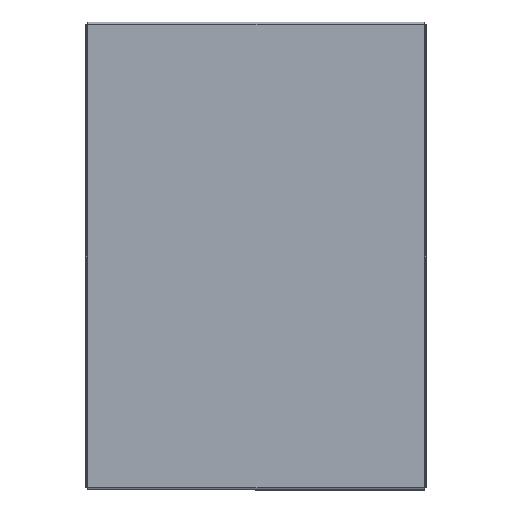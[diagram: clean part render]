
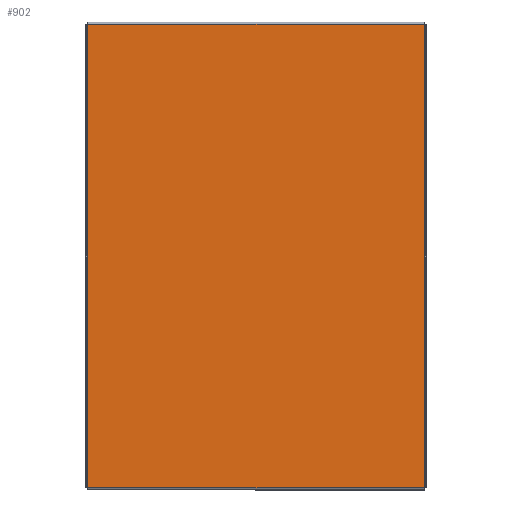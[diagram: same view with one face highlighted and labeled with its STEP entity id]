
A CAD part, front view. The second image highlights one B-rep face of the part: STEP entity #902.
In plain terms, the highlighted planar face has unit normal (0, -1, 0).
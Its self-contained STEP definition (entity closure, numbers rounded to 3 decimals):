
#65 = LINE ( 'NONE', #1211, #1785 ) ;
#161 = EDGE_CURVE ( 'NONE', #2126, #476, #2387, .T. ) ;
#164 = VERTEX_POINT ( 'NONE', #686 ) ;
#242 = DIRECTION ( 'NONE',  ( 0., 0., -1. ) ) ;
#336 = DIRECTION ( 'NONE',  ( 0., 0., 1. ) ) ;
#391 = CARTESIAN_POINT ( 'NONE',  ( -150.8, -1.2, 207.8 ) ) ;
#476 = VERTEX_POINT ( 'NONE', #2461 ) ;
#485 = CARTESIAN_POINT ( 'NONE',  ( 150.8, -1.2, -207.8 ) ) ;
#492 = CARTESIAN_POINT ( 'NONE',  ( 153., -1.2, -207.8 ) ) ;
#569 = AXIS2_PLACEMENT_3D ( 'NONE', #2598, #742, #336 ) ;
#589 = DIRECTION ( 'NONE',  ( 0., 0., 1. ) ) ;
#602 = EDGE_LOOP ( 'NONE', ( #733, #2288, #908, #995 ) ) ;
#686 = CARTESIAN_POINT ( 'NONE',  ( 150.8, -1.2, 207.8 ) ) ;
#732 = VECTOR ( 'NONE', #2358, 1000. ) ;
#733 = ORIENTED_EDGE ( 'NONE', *, *, #2140, .F. ) ;
#742 = DIRECTION ( 'NONE',  ( 0., 1., 0. ) ) ;
#886 = VECTOR ( 'NONE', #242, 1000. ) ;
#902 = ADVANCED_FACE ( 'NONE', ( #933 ), #1395, .F. ) ;
#908 = ORIENTED_EDGE ( 'NONE', *, *, #1637, .F. ) ;
#933 = FACE_OUTER_BOUND ( 'NONE', #602, .T. ) ;
#995 = ORIENTED_EDGE ( 'NONE', *, *, #161, .F. ) ;
#1211 = CARTESIAN_POINT ( 'NONE',  ( -150.8, -1.2, -207.8 ) ) ;
#1395 = PLANE ( 'NONE',  #569 ) ;
#1479 = LINE ( 'NONE', #2067, #2247 ) ;
#1487 = DIRECTION ( 'NONE',  ( 1., 0., 0. ) ) ;
#1637 = EDGE_CURVE ( 'NONE', #476, #2446, #65, .T. ) ;
#1751 = EDGE_CURVE ( 'NONE', #2446, #164, #1479, .T. ) ;
#1785 = VECTOR ( 'NONE', #589, 1000. ) ;
#1844 = LINE ( 'NONE', #2318, #886 ) ;
#2067 = CARTESIAN_POINT ( 'NONE',  ( 153., -1.2, 207.8 ) ) ;
#2126 = VERTEX_POINT ( 'NONE', #485 ) ;
#2140 = EDGE_CURVE ( 'NONE', #164, #2126, #1844, .T. ) ;
#2247 = VECTOR ( 'NONE', #1487, 1000. ) ;
#2288 = ORIENTED_EDGE ( 'NONE', *, *, #1751, .F. ) ;
#2318 = CARTESIAN_POINT ( 'NONE',  ( 150.8, -1.2, 207.8 ) ) ;
#2358 = DIRECTION ( 'NONE',  ( -1., 0., 0. ) ) ;
#2387 = LINE ( 'NONE', #492, #732 ) ;
#2446 = VERTEX_POINT ( 'NONE', #391 ) ;
#2461 = CARTESIAN_POINT ( 'NONE',  ( -150.8, -1.2, -207.8 ) ) ;
#2598 = CARTESIAN_POINT ( 'NONE',  ( 0., -1.2, 0. ) ) ;
